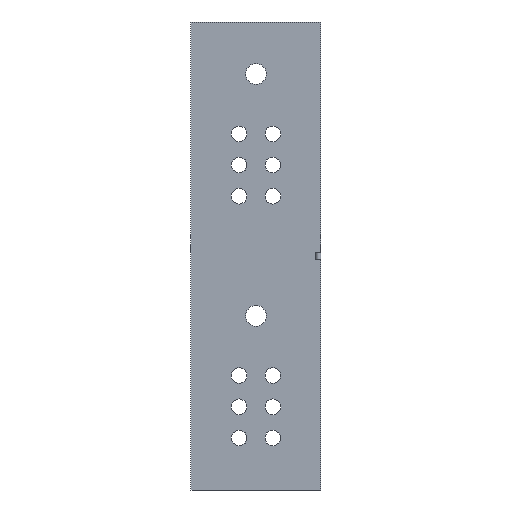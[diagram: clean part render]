
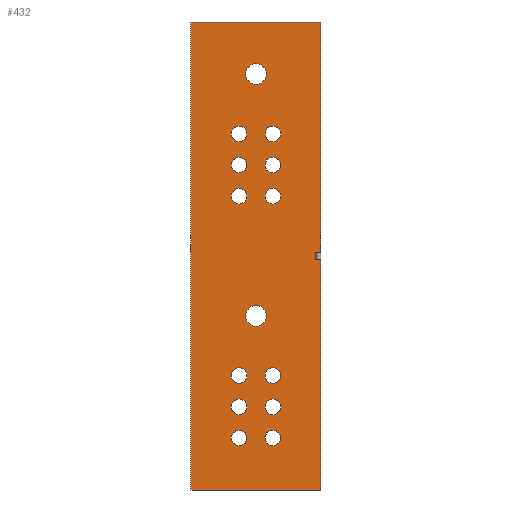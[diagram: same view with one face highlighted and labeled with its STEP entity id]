
A CAD part, front view. The second image highlights one B-rep face of the part: STEP entity #432.
In plain terms, the highlighted planar face has unit normal (0, -1, 0).
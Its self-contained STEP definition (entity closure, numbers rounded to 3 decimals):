
#15=LINE('',#703,#28);
#19=LINE('',#711,#32);
#22=LINE('',#717,#35);
#25=LINE('',#722,#38);
#27=LINE('',#727,#40);
#28=VECTOR('',#590,10.);
#32=VECTOR('',#596,10.);
#35=VECTOR('',#601,10.);
#38=VECTOR('',#606,10.);
#40=VECTOR('',#610,10.);
#45=PLANE('',#492);
#63=FACE_BOUND('',#152,.T.);
#64=FACE_BOUND('',#153,.T.);
#65=FACE_BOUND('',#154,.T.);
#66=FACE_BOUND('',#155,.T.);
#67=FACE_BOUND('',#156,.T.);
#68=FACE_BOUND('',#157,.T.);
#69=FACE_BOUND('',#158,.T.);
#70=FACE_BOUND('',#159,.T.);
#71=FACE_BOUND('',#160,.T.);
#72=FACE_BOUND('',#161,.T.);
#73=FACE_BOUND('',#162,.T.);
#74=FACE_BOUND('',#163,.T.);
#75=FACE_BOUND('',#164,.T.);
#76=FACE_BOUND('',#165,.T.);
#77=FACE_BOUND('',#166,.T.);
#113=FACE_OUTER_BOUND('',#151,.T.);
#151=EDGE_LOOP('',(#350,#351,#352,#353));
#152=EDGE_LOOP('',(#354,#355));
#153=EDGE_LOOP('',(#356));
#154=EDGE_LOOP('',(#357));
#155=EDGE_LOOP('',(#358));
#156=EDGE_LOOP('',(#359));
#157=EDGE_LOOP('',(#360));
#158=EDGE_LOOP('',(#361));
#159=EDGE_LOOP('',(#362));
#160=EDGE_LOOP('',(#363));
#161=EDGE_LOOP('',(#364));
#162=EDGE_LOOP('',(#365));
#163=EDGE_LOOP('',(#366));
#164=EDGE_LOOP('',(#367));
#165=EDGE_LOOP('',(#368));
#166=EDGE_LOOP('',(#369));
#190=CIRCLE('',#448,20.);
#192=CIRCLE('',#451,20.);
#194=CIRCLE('',#454,15.);
#196=CIRCLE('',#457,15.);
#198=CIRCLE('',#460,15.);
#200=CIRCLE('',#463,15.);
#202=CIRCLE('',#466,15.);
#204=CIRCLE('',#469,15.);
#206=CIRCLE('',#472,15.);
#208=CIRCLE('',#475,15.);
#210=CIRCLE('',#478,15.);
#212=CIRCLE('',#481,15.);
#214=CIRCLE('',#484,15.);
#216=CIRCLE('',#487,15.);
#222=VERTEX_POINT('',#633);
#224=VERTEX_POINT('',#638);
#226=VERTEX_POINT('',#643);
#228=VERTEX_POINT('',#648);
#230=VERTEX_POINT('',#653);
#232=VERTEX_POINT('',#658);
#234=VERTEX_POINT('',#663);
#236=VERTEX_POINT('',#668);
#238=VERTEX_POINT('',#673);
#240=VERTEX_POINT('',#678);
#242=VERTEX_POINT('',#683);
#244=VERTEX_POINT('',#688);
#246=VERTEX_POINT('',#693);
#248=VERTEX_POINT('',#698);
#249=VERTEX_POINT('',#701);
#250=VERTEX_POINT('',#702);
#253=VERTEX_POINT('',#710);
#255=VERTEX_POINT('',#716);
#257=VERTEX_POINT('',#725);
#258=VERTEX_POINT('',#726);
#262=EDGE_CURVE('',#222,#222,#190,.T.);
#264=EDGE_CURVE('',#224,#224,#192,.T.);
#266=EDGE_CURVE('',#226,#226,#194,.T.);
#268=EDGE_CURVE('',#228,#228,#196,.T.);
#270=EDGE_CURVE('',#230,#230,#198,.T.);
#272=EDGE_CURVE('',#232,#232,#200,.T.);
#274=EDGE_CURVE('',#234,#234,#202,.T.);
#276=EDGE_CURVE('',#236,#236,#204,.T.);
#278=EDGE_CURVE('',#238,#238,#206,.T.);
#280=EDGE_CURVE('',#240,#240,#208,.T.);
#282=EDGE_CURVE('',#242,#242,#210,.T.);
#284=EDGE_CURVE('',#244,#244,#212,.T.);
#286=EDGE_CURVE('',#246,#246,#214,.T.);
#288=EDGE_CURVE('',#248,#248,#216,.T.);
#289=EDGE_CURVE('',#249,#250,#15,.T.);
#293=EDGE_CURVE('',#250,#253,#19,.T.);
#296=EDGE_CURVE('',#253,#255,#22,.T.);
#299=EDGE_CURVE('',#255,#249,#25,.T.);
#301=EDGE_CURVE('',#257,#258,#27,.T.);
#350=ORIENTED_EDGE('',*,*,#299,.T.);
#351=ORIENTED_EDGE('',*,*,#289,.T.);
#352=ORIENTED_EDGE('',*,*,#293,.T.);
#353=ORIENTED_EDGE('',*,*,#296,.T.);
#354=ORIENTED_EDGE('',*,*,#301,.T.);
#355=ORIENTED_EDGE('',*,*,#301,.F.);
#356=ORIENTED_EDGE('',*,*,#262,.T.);
#357=ORIENTED_EDGE('',*,*,#264,.T.);
#358=ORIENTED_EDGE('',*,*,#266,.T.);
#359=ORIENTED_EDGE('',*,*,#268,.T.);
#360=ORIENTED_EDGE('',*,*,#270,.T.);
#361=ORIENTED_EDGE('',*,*,#272,.T.);
#362=ORIENTED_EDGE('',*,*,#274,.T.);
#363=ORIENTED_EDGE('',*,*,#276,.T.);
#364=ORIENTED_EDGE('',*,*,#278,.T.);
#365=ORIENTED_EDGE('',*,*,#280,.T.);
#366=ORIENTED_EDGE('',*,*,#282,.T.);
#367=ORIENTED_EDGE('',*,*,#284,.T.);
#368=ORIENTED_EDGE('',*,*,#286,.T.);
#369=ORIENTED_EDGE('',*,*,#288,.T.);
#432=ADVANCED_FACE('',(#113,#63,#64,#65,#66,#67,#68,#69,#70,#71,#72,#73,
#74,#75,#76,#77),#45,.T.);
#448=AXIS2_PLACEMENT_3D('',#634,#508,#509);
#451=AXIS2_PLACEMENT_3D('',#639,#514,#515);
#454=AXIS2_PLACEMENT_3D('',#644,#520,#521);
#457=AXIS2_PLACEMENT_3D('',#649,#526,#527);
#460=AXIS2_PLACEMENT_3D('',#654,#532,#533);
#463=AXIS2_PLACEMENT_3D('',#659,#538,#539);
#466=AXIS2_PLACEMENT_3D('',#664,#544,#545);
#469=AXIS2_PLACEMENT_3D('',#669,#550,#551);
#472=AXIS2_PLACEMENT_3D('',#674,#556,#557);
#475=AXIS2_PLACEMENT_3D('',#679,#562,#563);
#478=AXIS2_PLACEMENT_3D('',#684,#568,#569);
#481=AXIS2_PLACEMENT_3D('',#689,#574,#575);
#484=AXIS2_PLACEMENT_3D('',#694,#580,#581);
#487=AXIS2_PLACEMENT_3D('',#699,#586,#587);
#492=AXIS2_PLACEMENT_3D('',#724,#608,#609);
#508=DIRECTION('center_axis',(0.,1.,0.));
#509=DIRECTION('ref_axis',(1.,0.,0.));
#514=DIRECTION('center_axis',(0.,1.,0.));
#515=DIRECTION('ref_axis',(1.,0.,0.));
#520=DIRECTION('center_axis',(0.,1.,0.));
#521=DIRECTION('ref_axis',(1.,0.,0.));
#526=DIRECTION('center_axis',(0.,1.,0.));
#527=DIRECTION('ref_axis',(1.,0.,0.));
#532=DIRECTION('center_axis',(0.,1.,0.));
#533=DIRECTION('ref_axis',(1.,0.,0.));
#538=DIRECTION('center_axis',(0.,1.,0.));
#539=DIRECTION('ref_axis',(1.,0.,0.));
#544=DIRECTION('center_axis',(0.,1.,0.));
#545=DIRECTION('ref_axis',(1.,0.,0.));
#550=DIRECTION('center_axis',(0.,1.,0.));
#551=DIRECTION('ref_axis',(1.,0.,0.));
#556=DIRECTION('center_axis',(0.,1.,0.));
#557=DIRECTION('ref_axis',(1.,0.,0.));
#562=DIRECTION('center_axis',(0.,1.,0.));
#563=DIRECTION('ref_axis',(1.,0.,0.));
#568=DIRECTION('center_axis',(0.,1.,0.));
#569=DIRECTION('ref_axis',(1.,0.,0.));
#574=DIRECTION('center_axis',(0.,1.,0.));
#575=DIRECTION('ref_axis',(1.,0.,0.));
#580=DIRECTION('center_axis',(0.,1.,0.));
#581=DIRECTION('ref_axis',(1.,0.,0.));
#586=DIRECTION('center_axis',(0.,1.,0.));
#587=DIRECTION('ref_axis',(1.,0.,0.));
#590=DIRECTION('',(0.,0.,-1.));
#596=DIRECTION('',(1.,0.,0.));
#601=DIRECTION('',(0.,0.,1.));
#606=DIRECTION('',(-1.,0.,0.));
#608=DIRECTION('center_axis',(0.,-1.,0.));
#609=DIRECTION('ref_axis',(0.,0.,-1.));
#610=DIRECTION('',(0.,0.,1.));
#633=CARTESIAN_POINT('',(-145.,0.,-565.));
#634=CARTESIAN_POINT('Origin',(-125.,0.,-565.));
#638=CARTESIAN_POINT('',(-145.,0.,-100.));
#639=CARTESIAN_POINT('Origin',(-125.,0.,-100.));
#643=CARTESIAN_POINT('',(-107.644,0.,-680.));
#644=CARTESIAN_POINT('Origin',(-92.644,0.,-680.));
#648=CARTESIAN_POINT('',(-172.644,0.,-680.));
#649=CARTESIAN_POINT('Origin',(-157.644,0.,-680.));
#653=CARTESIAN_POINT('',(-107.644,0.,-740.));
#654=CARTESIAN_POINT('Origin',(-92.644,0.,-740.));
#658=CARTESIAN_POINT('',(-172.644,0.,-740.));
#659=CARTESIAN_POINT('Origin',(-157.644,0.,-740.));
#663=CARTESIAN_POINT('',(-107.644,0.,-800.));
#664=CARTESIAN_POINT('Origin',(-92.644,0.,-800.));
#668=CARTESIAN_POINT('',(-172.644,0.,-800.));
#669=CARTESIAN_POINT('Origin',(-157.644,0.,-800.));
#673=CARTESIAN_POINT('',(-107.644,0.,-335.));
#674=CARTESIAN_POINT('Origin',(-92.644,0.,-335.));
#678=CARTESIAN_POINT('',(-107.644,0.,-275.));
#679=CARTESIAN_POINT('Origin',(-92.644,0.,-275.));
#683=CARTESIAN_POINT('',(-107.644,0.,-215.));
#684=CARTESIAN_POINT('Origin',(-92.644,0.,-215.));
#688=CARTESIAN_POINT('',(-172.644,0.,-335.));
#689=CARTESIAN_POINT('Origin',(-157.644,0.,-335.));
#693=CARTESIAN_POINT('',(-172.644,0.,-275.));
#694=CARTESIAN_POINT('Origin',(-157.644,0.,-275.));
#698=CARTESIAN_POINT('',(-172.644,0.,-215.));
#699=CARTESIAN_POINT('Origin',(-157.644,0.,-215.));
#701=CARTESIAN_POINT('',(-250.,0.,0.));
#702=CARTESIAN_POINT('',(-250.,0.,-900.));
#703=CARTESIAN_POINT('',(-250.,0.,0.));
#710=CARTESIAN_POINT('',(0.,0.,-900.));
#711=CARTESIAN_POINT('',(-250.,0.,-900.));
#716=CARTESIAN_POINT('',(0.,0.,0.));
#717=CARTESIAN_POINT('',(0.,0.,-900.));
#722=CARTESIAN_POINT('',(0.,0.,0.));
#724=CARTESIAN_POINT('Origin',(-125.,0.,-450.));
#725=CARTESIAN_POINT('',(-5.,0.,-457.5));
#726=CARTESIAN_POINT('',(-5.,0.,-442.5));
#727=CARTESIAN_POINT('',(-5.,0.,-450.));
